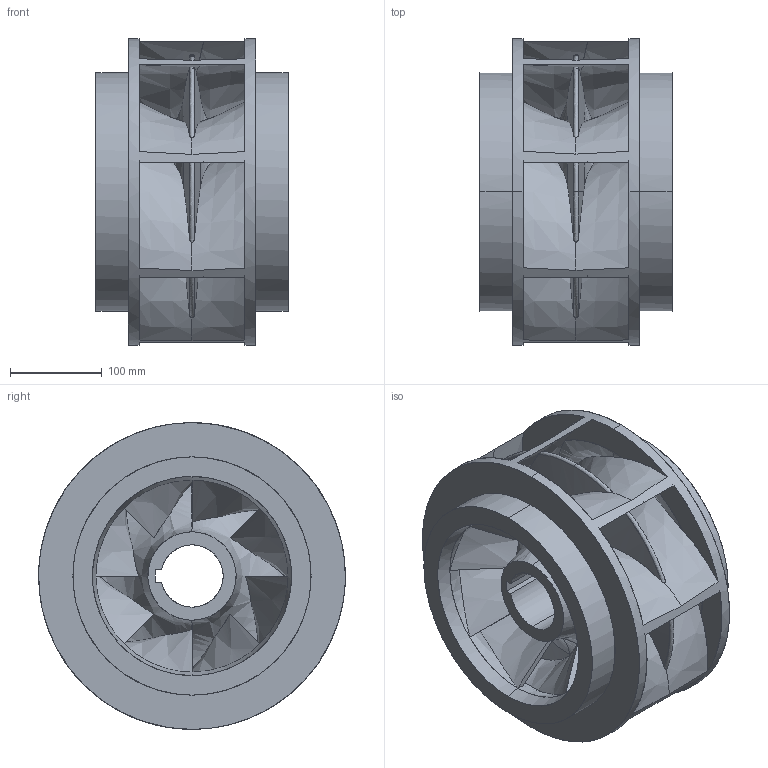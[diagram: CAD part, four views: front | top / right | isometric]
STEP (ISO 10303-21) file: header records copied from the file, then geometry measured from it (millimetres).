
FILE_DESCRIPTION(('FreeCAD Model'),'2;1');
FILE_NAME('Open CASCADE Shape Model','2025-05-08T05:06:01',('FreeCAD'),( 'FreeCAD'),'Open CASCADE STEP processor 7.6','FreeCAD','Unknown');
FILE_SCHEMA(('AUTOMOTIVE_DESIGN { 1 0 10303 214 1 1 1 1 }'));
Products named in the file (1): Open CASCADE STEP translator 7.6 1
Bounding box: 209.29 x 334.22 x 334.22 mm (x, y, z)
Surface area: 852388.5 mm2 (no closed solid volume)
Topology: 0 solids, 151 shells, 151 faces, 4944 edges, 4944 vertices
Faces by surface type: bspline 151
Entity records: 50667 total; most frequent: CARTESIAN_POINT 30266, ORIENTED_EDGE 4944, EDGE_CURVE 4944, VERTEX_POINT 4944, B_SPLINE_CURVE_WITH_KNOTS 4694, FACE_BOUND 163, EDGE_LOOP 163, SHELL_BASED_SURFACE_MODEL 151
